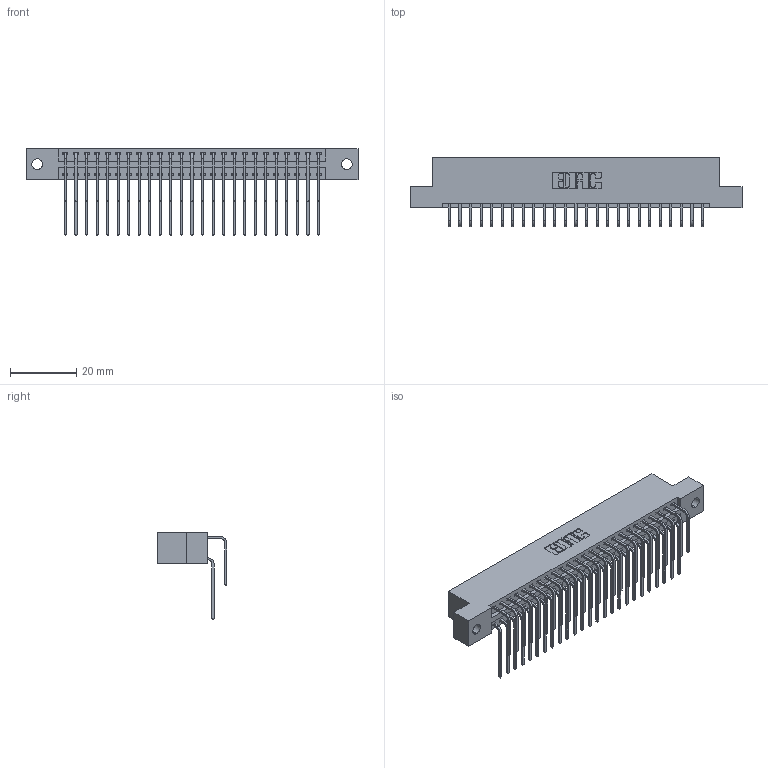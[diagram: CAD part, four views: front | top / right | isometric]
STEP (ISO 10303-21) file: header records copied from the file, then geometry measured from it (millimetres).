
FILE_DESCRIPTION (( 'STEP AP203' ), '1' );
FILE_NAME ('346-050-559-202.STEP', '2022-05-21T00:03:07', ( '' ), ( '' ), 'SwSTEP 2.0', 'SolidWorks 2020', '' );
FILE_SCHEMA (( 'CONFIG_CONTROL_DESIGN' ));
Length unit declared in the file: inch
Products named in the file (4): 345-292-001_558 559 Tail - 1; 346-050-559-202; 346 Part_Flush Mounting Lugs - 0.128 Dia; 345-292-001_559 Tail - 2
Assembly tree (51 placements, depth 2):
  346-050-559-202
    346 Part_Flush Mounting Lugs - 0.128 Dia
    345-292-001_558 559 Tail - 1  x25
    345-292-001_559 Tail - 2  x25
Bounding box: 99.95 x 20.89 x 26.16 mm (x, y, z)
Volume: 9866 mm3; surface area: 14408.7 mm2
Topology: 51 solids, 51 shells, 2822 faces, 8379 edges, 5518 vertices
Faces by surface type: plane 1926, cylinder 896
Entity records: 20391 total; most frequent: CARTESIAN_POINT 3435, ORIENTED_EDGE 3318, DIRECTION 3051, EDGE_CURVE 1659, LINE 1387, VECTOR 1387, VERTEX_POINT 1102, AXIS2_PLACEMENT_3D 832
